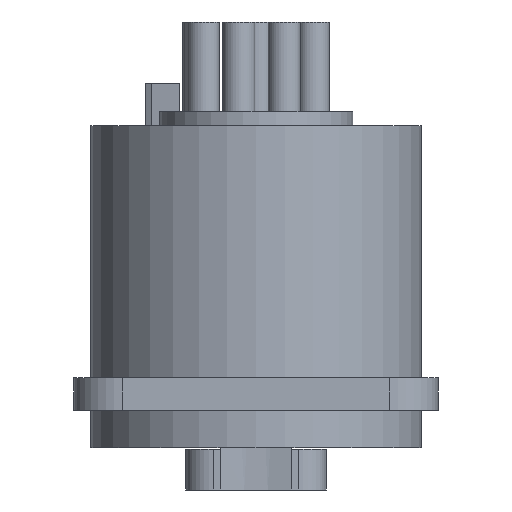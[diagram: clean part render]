
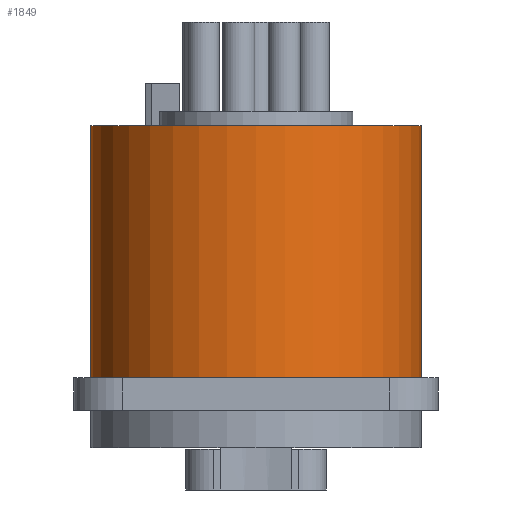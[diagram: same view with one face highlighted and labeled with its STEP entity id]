
A CAD part, front view. The second image highlights one B-rep face of the part: STEP entity #1849.
In plain terms, the highlighted cylindrical face has radius 11.8 mm (diameter 23.6 mm), a partial arc.
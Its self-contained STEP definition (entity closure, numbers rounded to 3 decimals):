
#161=CARTESIAN_POINT('',(0.,0.,2.3));
#162=DIRECTION('',(0.,0.,-1.));
#163=DIRECTION('',(1.,0.,0.));
#164=AXIS2_PLACEMENT_3D('',#161,#162,#163);
#218=DIRECTION('',(0.,0.,-1.));
#219=VECTOR('',#218,18.);
#220=CARTESIAN_POINT('',(-11.8,0.,20.3));
#221=LINE('',#220,#219);
#234=DIRECTION('',(0.,0.,-1.));
#235=VECTOR('',#234,18.);
#236=CARTESIAN_POINT('',(11.8,0.,20.3));
#237=LINE('',#236,#235);
#683=CARTESIAN_POINT('',(0.,0.,20.3));
#684=DIRECTION('',(0.,0.,-1.));
#685=DIRECTION('',(1.,0.,0.));
#686=AXIS2_PLACEMENT_3D('',#683,#684,#685);
#1190=CARTESIAN_POINT('',(-11.8,0.,20.3));
#1191=CARTESIAN_POINT('',(11.8,0.,20.3));
#1192=VERTEX_POINT('',#1190);
#1193=VERTEX_POINT('',#1191);
#1202=CARTESIAN_POINT('',(-11.8,0.,2.3));
#1203=VERTEX_POINT('',#1202);
#1204=CARTESIAN_POINT('',(11.8,0.,2.3));
#1205=VERTEX_POINT('',#1204);
#1837=CARTESIAN_POINT('',(0.,0.,20.3));
#1838=DIRECTION('',(0.,0.,-1.));
#1839=DIRECTION('',(-1.,0.,0.));
#1840=AXIS2_PLACEMENT_3D('',#1837,#1838,#1839);
#1841=CYLINDRICAL_SURFACE('',#1840,11.8);
#1842=ORIENTED_EDGE('',*,*,#1791,.F.);
#1844=ORIENTED_EDGE('',*,*,#1843,.F.);
#1845=ORIENTED_EDGE('',*,*,#1794,.T.);
#1846=ORIENTED_EDGE('',*,*,#1673,.T.);
#1847=EDGE_LOOP('',(#1842,#1844,#1845,#1846));
#1848=FACE_OUTER_BOUND('',#1847,.F.);
#1849=ADVANCED_FACE('',(#1848),#1841,.T.);
#165=CIRCLE('',#164,11.8);
#687=CIRCLE('',#686,11.8);
#1673=EDGE_CURVE('',#1205,#1203,#165,.T.);
#1791=EDGE_CURVE('',#1192,#1203,#221,.T.);
#1794=EDGE_CURVE('',#1193,#1205,#237,.T.);
#1843=EDGE_CURVE('',#1193,#1192,#687,.T.);
